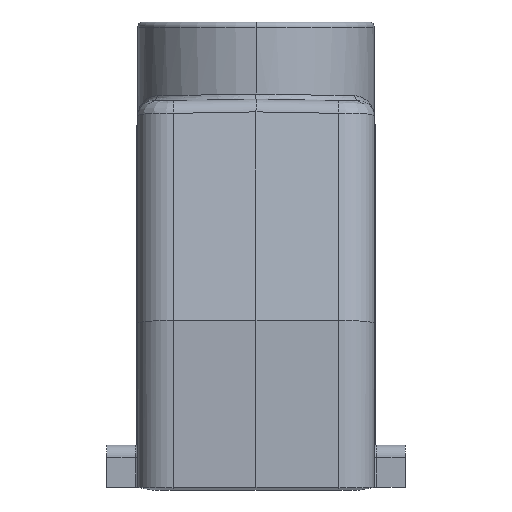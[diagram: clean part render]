
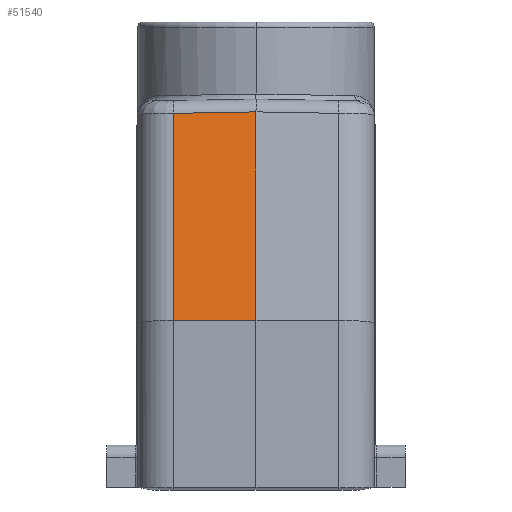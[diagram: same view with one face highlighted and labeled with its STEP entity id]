
A CAD part, left-side view. The second image highlights one B-rep face of the part: STEP entity #51540.
In plain terms, the highlighted face is planar.
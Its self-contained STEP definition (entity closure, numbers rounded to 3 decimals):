
#1870=CARTESIAN_POINT('',(25.108,97.122,
0.));
#1880=VERTEX_POINT('',#1870);
#51170=CARTESIAN_POINT('',(29.999,68.576,
8.061));
#51180=DIRECTION('',(-0.985,-0.174,
-0.017));
#51190=DIRECTION('',(-0.017,-0.003,
1.));
#51200=AXIS2_PLACEMENT_3D('',#51170,#51180,#51190);
#51210=PLANE('',#51200);
#51220=CARTESIAN_POINT('',(29.86,68.552,
16.122));
#51230=DIRECTION('',(-0.174,0.985,
0.));
#51240=VECTOR('',#51230,1.);
#51250=LINE('',#51220,#51240);
#51260=CARTESIAN_POINT('',(31.972,56.576,
16.122));
#51270=VERTEX_POINT('',#51260);
#51280=CARTESIAN_POINT('',(24.872,96.84,
16.122));
#51290=VERTEX_POINT('',#51280);
#51300=EDGE_CURVE('',#51270,#51290,#51250,.T.);
#51310=ORIENTED_EDGE('',*,*,#51300,.F.);
#51320=CARTESIAN_POINT('',(25.108,97.121,
0.052));
#51330=DIRECTION('',(0.015,0.017,
-1.));
#51340=VECTOR('',#51330,1.);
#51350=LINE('',#51320,#51340);
#51360=EDGE_CURVE('',#51290,#1880,#51350,.T.);
#51370=ORIENTED_EDGE('',*,*,#51360,.F.);
#51380=CARTESIAN_POINT('',(32.393,55.81,
0.));
#51390=DIRECTION('',(-0.174,0.985,
0.));
#51400=VECTOR('',#51390,1.);
#51410=LINE('',#51380,#51400);
#51420=CARTESIAN_POINT('',(32.253,56.6,
0.));
#51430=VERTEX_POINT('',#51420);
#51440=EDGE_CURVE('',#51430,#1880,#51410,.T.);
#51450=ORIENTED_EDGE('',*,*,#51440,.T.);
#51460=CARTESIAN_POINT('',(32.253,56.6,0.));
#51470=DIRECTION('',(-0.017,-0.002,
1.));
#51480=VECTOR('',#51470,1.);
#51490=LINE('',#51460,#51480);
#51500=EDGE_CURVE('',#51430,#51270,#51490,.T.);
#51510=ORIENTED_EDGE('',*,*,#51500,.F.);
#51520=EDGE_LOOP('',(#51510,#51450,#51370,#51310));
#51530=FACE_OUTER_BOUND('',#51520,.T.);
#51540=ADVANCED_FACE('',(#51530),#51210,.F.);
